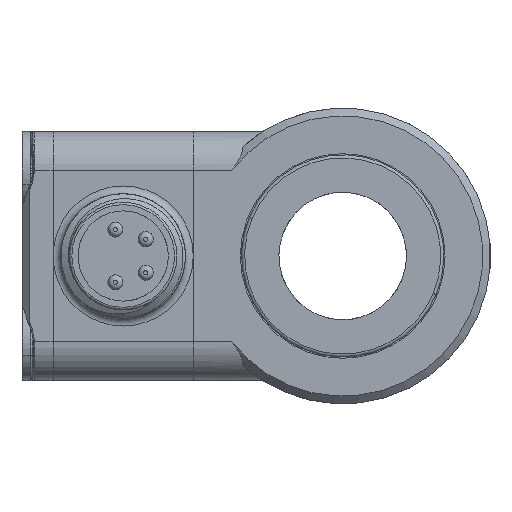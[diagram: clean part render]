
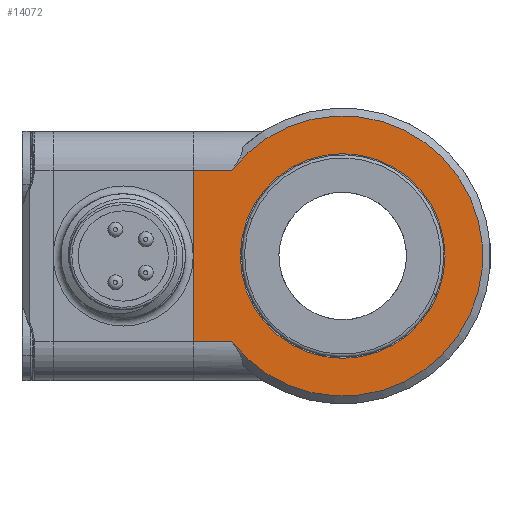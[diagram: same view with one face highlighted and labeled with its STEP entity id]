
A CAD part, left-side view. The second image highlights one B-rep face of the part: STEP entity #14072.
In plain terms, the highlighted planar face has unit normal (-1, 0, 0).
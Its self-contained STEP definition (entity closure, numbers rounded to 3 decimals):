
#505 = PLANE ( 'NONE',  #8546 ) ;
#603 = CARTESIAN_POINT ( 'NONE',  ( -20., 0., 0. ) ) ;
#878 = VERTEX_POINT ( 'NONE', #4808 ) ;
#1639 = DIRECTION ( 'NONE',  ( 0., 1., 0. ) ) ;
#1674 = DIRECTION ( 'NONE',  ( 0., 0., 1. ) ) ;
#2349 = EDGE_CURVE ( 'NONE', #878, #6082, #5719, .T. ) ;
#2618 = DIRECTION ( 'NONE',  ( 0., 1., 0. ) ) ;
#3527 = CARTESIAN_POINT ( 'NONE',  ( -20., 7.124, 5.5 ) ) ;
#3585 = ORIENTED_EDGE ( 'NONE', *, *, #5953, .T. ) ;
#3622 = VECTOR ( 'NONE', #6201, 1000. ) ;
#4041 = VECTOR ( 'NONE', #1639, 1000. ) ;
#4075 = EDGE_CURVE ( 'NONE', #6082, #6603, #5063, .T. ) ;
#4271 = AXIS2_PLACEMENT_3D ( 'NONE', #12620, #11531, #1674 ) ;
#4639 = VERTEX_POINT ( 'NONE', #13194 ) ;
#4762 = DIRECTION ( 'NONE',  ( -1., 0., 0. ) ) ;
#4808 = CARTESIAN_POINT ( 'NONE',  ( -20., 7.124, -5.5 ) ) ;
#4910 = DIRECTION ( 'NONE',  ( 0., 0., 1. ) ) ;
#5063 = LINE ( 'NONE', #13915, #3622 ) ;
#5719 = LINE ( 'NONE', #12485, #10454 ) ;
#5953 = EDGE_CURVE ( 'NONE', #9987, #6603, #10555, .T. ) ;
#5989 = EDGE_LOOP ( 'NONE', ( #6625 ) ) ;
#6082 = VERTEX_POINT ( 'NONE', #9633 ) ;
#6133 = DIRECTION ( 'NONE',  ( 0., 0., 1. ) ) ;
#6167 = CARTESIAN_POINT ( 'NONE',  ( -20., -9.501, 5.5 ) ) ;
#6201 = DIRECTION ( 'NONE',  ( 0., 0., 1. ) ) ;
#6234 = EDGE_CURVE ( 'NONE', #4639, #4639, #10468, .T. ) ;
#6542 = CARTESIAN_POINT ( 'NONE',  ( -20., 9.6, 5.5 ) ) ;
#6603 = VERTEX_POINT ( 'NONE', #6542 ) ;
#6625 = ORIENTED_EDGE ( 'NONE', *, *, #6234, .T. ) ;
#7224 = DIRECTION ( 'NONE',  ( -1., 0., 0. ) ) ;
#7349 = ORIENTED_EDGE ( 'NONE', *, *, #2349, .F. ) ;
#7390 = CIRCLE ( 'NONE', #7609, 9. ) ;
#7609 = AXIS2_PLACEMENT_3D ( 'NONE', #603, #7224, #6133 ) ;
#8056 = CARTESIAN_POINT ( 'NONE',  ( -20., 0., 0. ) ) ;
#8546 = AXIS2_PLACEMENT_3D ( 'NONE', #8056, #4762, #4910 ) ;
#8891 = ORIENTED_EDGE ( 'NONE', *, *, #4075, .F. ) ;
#9633 = CARTESIAN_POINT ( 'NONE',  ( -20., 9.6, -5.5 ) ) ;
#9987 = VERTEX_POINT ( 'NONE', #3527 ) ;
#10362 = FACE_OUTER_BOUND ( 'NONE', #13808, .T. ) ;
#10454 = VECTOR ( 'NONE', #2618, 1000. ) ;
#10468 = CIRCLE ( 'NONE', #4271, 6.575 ) ;
#10538 = ORIENTED_EDGE ( 'NONE', *, *, #11142, .T. ) ;
#10555 = LINE ( 'NONE', #6167, #4041 ) ;
#11142 = EDGE_CURVE ( 'NONE', #878, #9987, #7390, .T. ) ;
#11531 = DIRECTION ( 'NONE',  ( 1., 0., 0. ) ) ;
#12451 = FACE_BOUND ( 'NONE', #5989, .T. ) ;
#12485 = CARTESIAN_POINT ( 'NONE',  ( -20., -9.501, -5.5 ) ) ;
#12620 = CARTESIAN_POINT ( 'NONE',  ( -20., 0., 0. ) ) ;
#13194 = CARTESIAN_POINT ( 'NONE',  ( -20., 0., 6.575 ) ) ;
#13808 = EDGE_LOOP ( 'NONE', ( #3585, #8891, #7349, #10538 ) ) ;
#13915 = CARTESIAN_POINT ( 'NONE',  ( -20., 9.6, -5.5 ) ) ;
#14072 = ADVANCED_FACE ( 'NONE', ( #10362, #12451 ), #505, .T. ) ;
